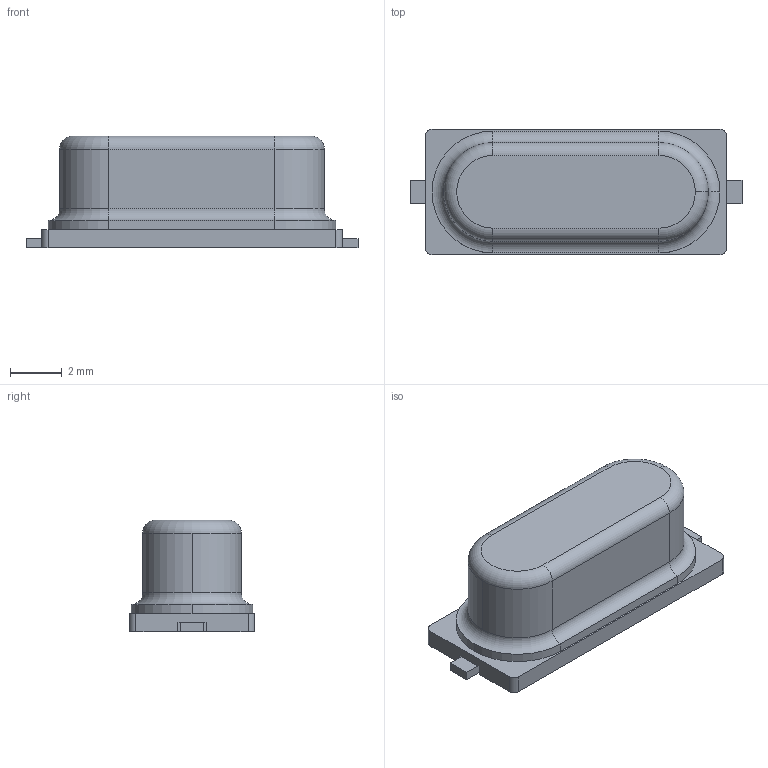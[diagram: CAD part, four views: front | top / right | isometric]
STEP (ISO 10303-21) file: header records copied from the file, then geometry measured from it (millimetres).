
FILE_DESCRIPTION(('FreeCAD Model'),'2;1');
FILE_NAME( 'User Library-Crystal HC49_US-SM.step', '2018-05-31T00:36:32',('kicad StepUp'),('ksu MCAD'), 'Open CASCADE STEP processor 6.8','FreeCAD','Unknown');
FILE_SCHEMA(('AUTOMOTIVE_DESIGN_CC2 { 1 2 10303 214 -1 1 5 4 }'));
Length unit declared in the file: millimetre
Products named in the file (2): ASSEMBLY; User_Library-Crystal_HC49_US-SM
Assembly tree (1 placements, depth 2):
  ASSEMBLY
    User_Library-Crystal_HC49_US-SM
Bounding box: 12.8 x 4.83 x 4.3 mm (x, y, z)
Volume: 171.3 mm3; surface area: 228.4 mm2
Topology: 1 solids, 1 shells, 51 faces, 128 edges, 80 vertices
Faces by surface type: plane 31, cylinder 14, torus 6
Entity records: 1899 total; most frequent: DIRECTION 270, CARTESIAN_POINT 261, ORIENTED_EDGE 256, EDGE_CURVE 128, LINE 92, VECTOR 92, AXIS2_PLACEMENT_3D 89, VERTEX_POINT 80
